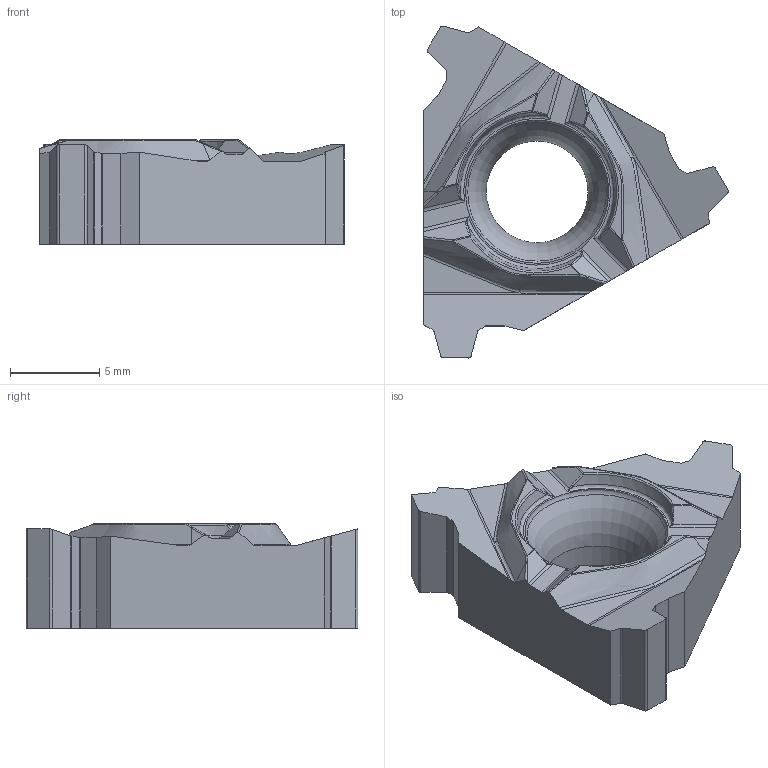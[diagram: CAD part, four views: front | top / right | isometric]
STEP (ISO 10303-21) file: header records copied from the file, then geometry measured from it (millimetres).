
FILE_DESCRIPTION(/* description */ (''),/* implementation_level */ '2;1');
FILE_NAME(/* name */ '1581051647625.stp',/* time_stamp */ '2020-02-07T10:30:56+05:00',/* author */ (''),/* organization */ ('SMS'),/* preprocessor_version */ 'ST-DEVELOPER v16.7',/* originating_system */ 'SIEMENS PLM Software NX 12.0',/* authorisation */ '');
FILE_SCHEMA (('AUTOMOTIVE_DESIGN { 1 0 10303 214 3 1 1 1 }'));
Length unit declared in the file: millimetre
Products named in the file (1): 202492461mod000_00
Bounding box: 17.05 x 18.58 x 5.84 mm (x, y, z)
Volume: 808.4 mm3; surface area: 744.7 mm2
Topology: 1 solids, 1 shells, 143 faces, 373 edges, 222 vertices
Faces by surface type: plane 44, bspline 39, cylinder 37, sphere 12, torus 8, cone 3
Full cylindrical faces by diameter (mm): 5.7 x1
Entity records: 5899 total; most frequent: CARTESIAN_POINT 2679, ORIENTED_EDGE 710, DIRECTION 606, EDGE_CURVE 355, AXIS2_PLACEMENT_3D 231, VERTEX_POINT 217, EDGE_LOOP 148, LINE 144
